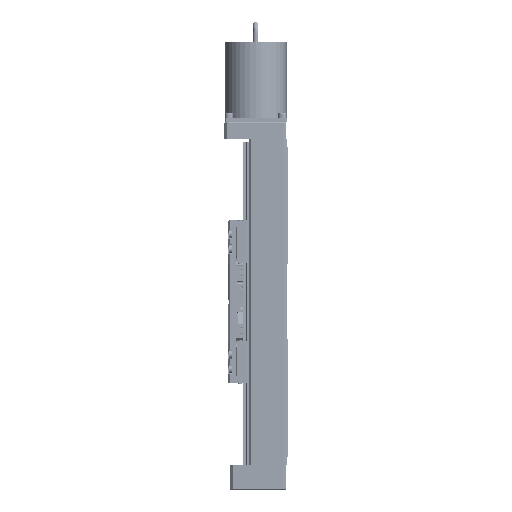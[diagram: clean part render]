
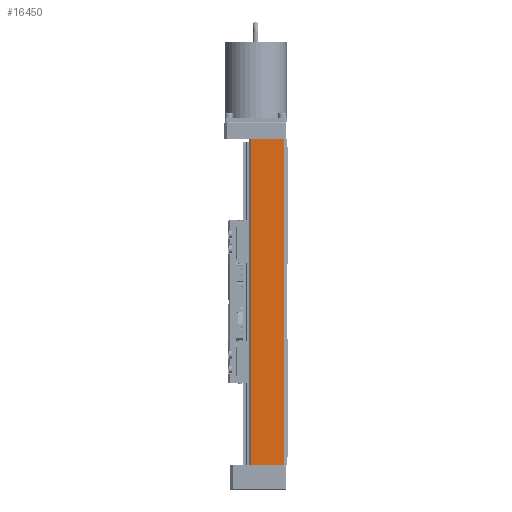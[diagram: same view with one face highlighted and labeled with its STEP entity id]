
A CAD part, left-side view. The second image highlights one B-rep face of the part: STEP entity #16450.
In plain terms, the highlighted planar face has unit normal (-1, 0, 0).
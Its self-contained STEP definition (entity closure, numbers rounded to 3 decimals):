
#827 = DIRECTION ( 'NONE',  ( 0., 0., 1. ) ) ;
#1884 = LINE ( 'NONE', #2819, #5988 ) ;
#2819 = CARTESIAN_POINT ( 'NONE',  ( 0., 0., 220. ) ) ;
#5988 = VECTOR ( 'NONE', #10218, 1000. ) ;
#10218 = DIRECTION ( 'NONE',  ( 0., -1., 0. ) ) ;
#12977 = DIRECTION ( 'NONE',  ( 0., 0., -1. ) ) ;
#14530 = VERTEX_POINT ( 'NONE', #21725 ) ;
#16450 = ADVANCED_FACE ( 'NONE', ( #49394 ), #91157, .F. ) ;
#18260 = EDGE_CURVE ( 'NONE', #41422, #62805, #40921, .T. ) ;
#19363 = CARTESIAN_POINT ( 'NONE',  ( 0., 0.5, 220. ) ) ;
#21725 = CARTESIAN_POINT ( 'NONE',  ( 0., -22., 0. ) ) ;
#29830 = ORIENTED_EDGE ( 'NONE', *, *, #50888, .F. ) ;
#36661 = LINE ( 'NONE', #56242, #38152 ) ;
#37152 = CARTESIAN_POINT ( 'NONE',  ( 0., -22., 220. ) ) ;
#38152 = VECTOR ( 'NONE', #827, 1000. ) ;
#40921 = LINE ( 'NONE', #61863, #59997 ) ;
#41422 = VERTEX_POINT ( 'NONE', #19363 ) ;
#45452 = LINE ( 'NONE', #88581, #91955 ) ;
#49394 = FACE_OUTER_BOUND ( 'NONE', #52235, .T. ) ;
#50744 = DIRECTION ( 'NONE',  ( 1., 0., 0. ) ) ;
#50888 = EDGE_CURVE ( 'NONE', #41422, #70301, #1884, .T. ) ;
#51699 = CARTESIAN_POINT ( 'NONE',  ( 0., 0.5, 0. ) ) ;
#52235 = EDGE_LOOP ( 'NONE', ( #81970, #80385, #29830, #71043 ) ) ;
#56242 = CARTESIAN_POINT ( 'NONE',  ( 0., -22., 220. ) ) ;
#57315 = AXIS2_PLACEMENT_3D ( 'NONE', #64690, #50744, #63780 ) ;
#59997 = VECTOR ( 'NONE', #12977, 1000. ) ;
#60871 = EDGE_CURVE ( 'NONE', #14530, #70301, #36661, .T. ) ;
#61217 = DIRECTION ( 'NONE',  ( 0., -1., 0. ) ) ;
#61863 = CARTESIAN_POINT ( 'NONE',  ( 0., 0.5, 220. ) ) ;
#62805 = VERTEX_POINT ( 'NONE', #51699 ) ;
#63780 = DIRECTION ( 'NONE',  ( 0., 0., -1. ) ) ;
#64690 = CARTESIAN_POINT ( 'NONE',  ( 0., 0., 220. ) ) ;
#70301 = VERTEX_POINT ( 'NONE', #37152 ) ;
#71043 = ORIENTED_EDGE ( 'NONE', *, *, #18260, .T. ) ;
#80385 = ORIENTED_EDGE ( 'NONE', *, *, #60871, .T. ) ;
#81970 = ORIENTED_EDGE ( 'NONE', *, *, #87691, .T. ) ;
#87691 = EDGE_CURVE ( 'NONE', #62805, #14530, #45452, .T. ) ;
#88581 = CARTESIAN_POINT ( 'NONE',  ( 0., 0., 0. ) ) ;
#91157 = PLANE ( 'NONE',  #57315 ) ;
#91955 = VECTOR ( 'NONE', #61217, 1000. ) ;
